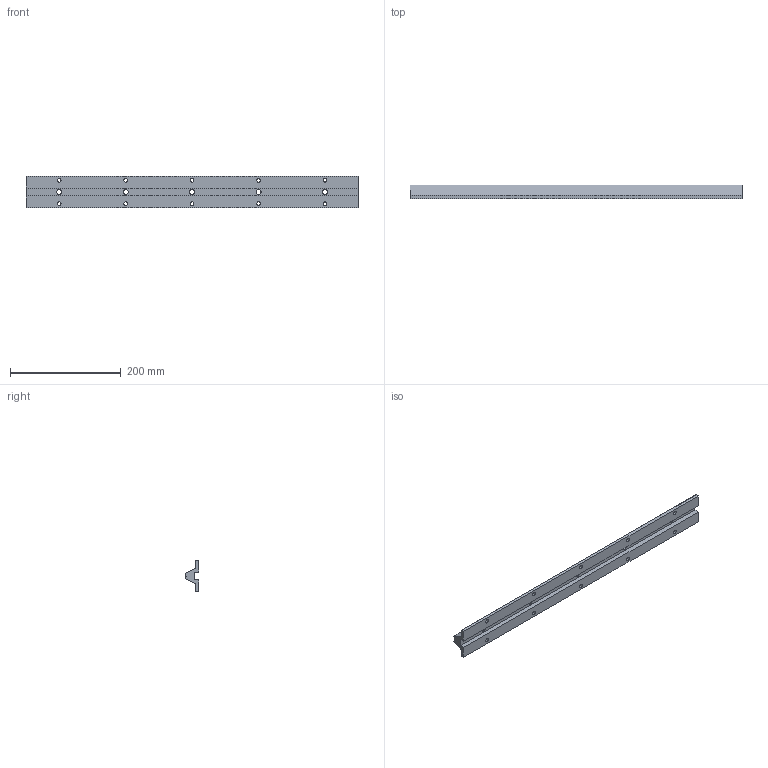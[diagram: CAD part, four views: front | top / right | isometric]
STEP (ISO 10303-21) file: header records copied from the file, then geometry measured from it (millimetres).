
FILE_DESCRIPTION( ( 'STEP AP214' ), '1' );
FILE_NAME( 'WUM-25_Bohrteilung_120_2_14a.stp', ' ', ( ' ' ), ( ' ' ), 'PSStep 15.0.47', 'PARTsolutions', ' ' );
FILE_SCHEMA( ( 'AUTOMOTIVE_DESIGN { 1 0 10303 214 1 1 1 1 }' ) );
Length unit declared in the file: millimetre
Products named in the file (1): HI_WUM-25 Bohrteilung 120
Bounding box: 599.5 x 24.73 x 57 mm (x, y, z)
Volume: 340550.7 mm3; surface area: 103254.1 mm2
Topology: 1 solids, 1 shells, 34 faces, 111 edges, 74 vertices
Faces by surface type: cylinder 19, plane 15
Full cylindrical faces by diameter (mm): 6.6 x10, 9 x5
Entity records: 1466 total; most frequent: DIRECTION 204, CARTESIAN_POINT 195, ORIENTED_EDGE 182, EDGE_CURVE 91, AXIS2_PLACEMENT_3D 78, EDGE_LOOP 74, VERTEX_POINT 69, FACE_OUTER_BOUND 49
